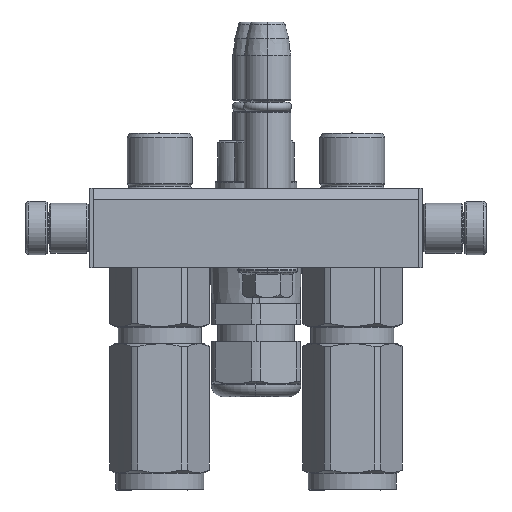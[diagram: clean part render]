
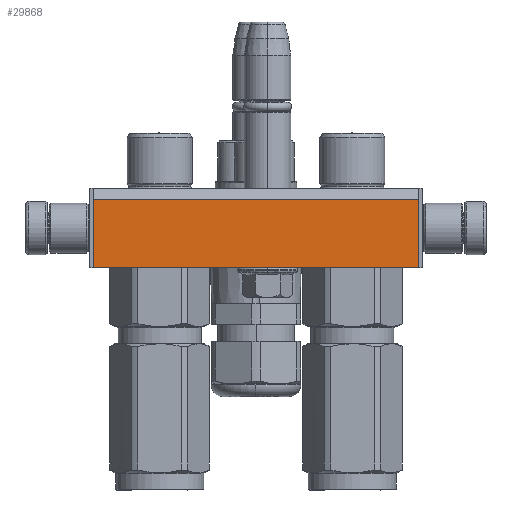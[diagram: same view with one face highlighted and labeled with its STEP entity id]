
A CAD part, left-side view. The second image highlights one B-rep face of the part: STEP entity #29868.
In plain terms, the highlighted face is planar.
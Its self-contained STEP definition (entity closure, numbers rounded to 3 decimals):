
#1311 = VERTEX_POINT ( 'NONE', #6699 ) ;
#2656 = FACE_OUTER_BOUND ( 'NONE', #23539, .T. ) ;
#2898 = ORIENTED_EDGE ( 'NONE', *, *, #21184, .T. ) ;
#3063 = DIRECTION ( 'NONE',  ( 1., 0., 0. ) ) ;
#3598 = DIRECTION ( 'NONE',  ( 0., 1., 0. ) ) ;
#3726 = AXIS2_PLACEMENT_3D ( 'NONE', #4556, #30663, #12349 ) ;
#4556 = CARTESIAN_POINT ( 'NONE',  ( -21., 0., 24. ) ) ;
#6486 = CARTESIAN_POINT ( 'NONE',  ( -20., 3.464, 24. ) ) ;
#6699 = CARTESIAN_POINT ( 'NONE',  ( 78., 3.464, 24. ) ) ;
#7694 = VERTEX_POINT ( 'NONE', #25404 ) ;
#8422 = LINE ( 'NONE', #33583, #28712 ) ;
#9649 = CARTESIAN_POINT ( 'NONE',  ( -20., 24., 24. ) ) ;
#12349 = DIRECTION ( 'NONE',  ( 1., 0., 0. ) ) ;
#14722 = EDGE_CURVE ( 'NONE', #23520, #7694, #40721, .T. ) ;
#15375 = DIRECTION ( 'NONE',  ( 0., 1., 0. ) ) ;
#19519 = VECTOR ( 'NONE', #3063, 1000. ) ;
#21184 = EDGE_CURVE ( 'NONE', #1311, #7694, #8422, .T. ) ;
#22896 = VECTOR ( 'NONE', #15375, 1000. ) ;
#23230 = PLANE ( 'NONE',  #3726 ) ;
#23520 = VERTEX_POINT ( 'NONE', #9649 ) ;
#23539 = EDGE_LOOP ( 'NONE', ( #47677, #43045, #32745, #2898 ) ) ;
#25404 = CARTESIAN_POINT ( 'NONE',  ( 78., 24., 24. ) ) ;
#28712 = VECTOR ( 'NONE', #3598, 1000. ) ;
#29868 = ADVANCED_FACE ( 'NONE', ( #2656 ), #23230, .T. ) ;
#30663 = DIRECTION ( 'NONE',  ( 0., 0., 1. ) ) ;
#31921 = CARTESIAN_POINT ( 'NONE',  ( -20., 3.464, 24. ) ) ;
#32745 = ORIENTED_EDGE ( 'NONE', *, *, #33008, .T. ) ;
#32759 = LINE ( 'NONE', #37633, #22896 ) ;
#33008 = EDGE_CURVE ( 'NONE', #45496, #1311, #40974, .T. ) ;
#33225 = VECTOR ( 'NONE', #42680, 1000. ) ;
#33583 = CARTESIAN_POINT ( 'NONE',  ( 78., 3.464, 24. ) ) ;
#34408 = EDGE_CURVE ( 'NONE', #45496, #23520, #32759, .T. ) ;
#37633 = CARTESIAN_POINT ( 'NONE',  ( -20., 3.464, 24. ) ) ;
#39425 = CARTESIAN_POINT ( 'NONE',  ( -20., 24., 24. ) ) ;
#40721 = LINE ( 'NONE', #39425, #33225 ) ;
#40974 = LINE ( 'NONE', #6486, #19519 ) ;
#42680 = DIRECTION ( 'NONE',  ( 1., 0., 0. ) ) ;
#43045 = ORIENTED_EDGE ( 'NONE', *, *, #34408, .F. ) ;
#45496 = VERTEX_POINT ( 'NONE', #31921 ) ;
#47677 = ORIENTED_EDGE ( 'NONE', *, *, #14722, .F. ) ;
